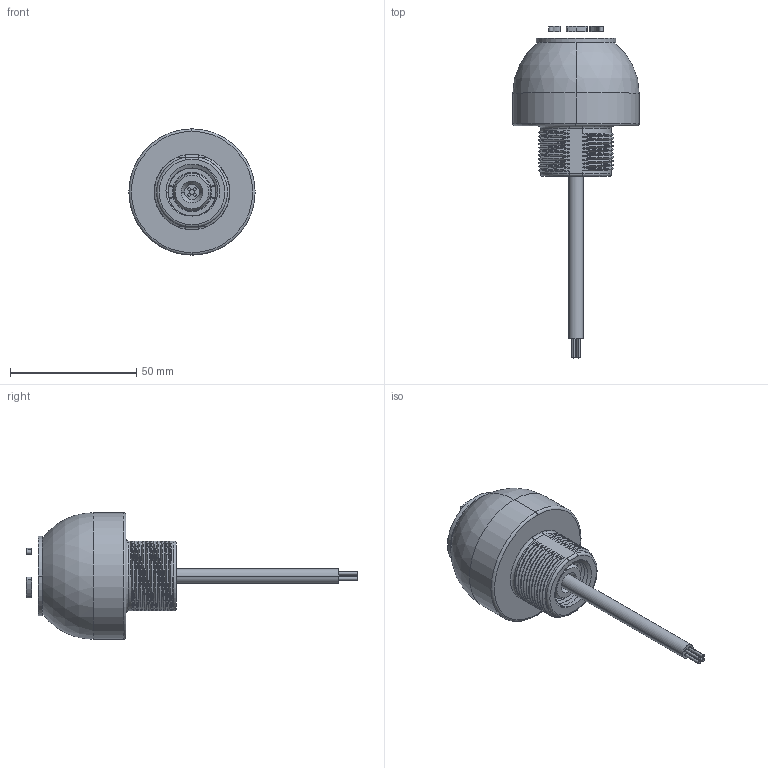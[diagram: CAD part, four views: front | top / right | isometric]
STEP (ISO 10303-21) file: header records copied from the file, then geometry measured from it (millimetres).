
FILE_DESCRIPTION((''),'2;1');
FILE_NAME('158883_SW','2011-08-18T',('banengservice'),('BANNER ENGINEERING'),'PRO/ENGINEER BY PARAMETRIC TECHNOLOGY CORPORATION, 2009141','PRO/ENGINEER BY PARAMETRIC TECHNOLOGY CORPORATION, 2009141','');
FILE_SCHEMA(('CONFIG_CONTROL_DESIGN'));
Length unit declared in the file: inch
Products named in the file (1): 158883_SW
Bounding box: 50 x 131.34 x 50 mm (x, y, z)
Volume: 27169.3 mm3; surface area: 22443.9 mm2
Topology: 5 solids, 7 shells, 390 faces, 994 edges, 623 vertices
Faces by surface type: cylinder 147, bspline 101, plane 69, torus 32, sphere 19, cone 16, extrusion 6
Entity records: 22331 total; most frequent: CARTESIAN_POINT 13427, ORIENTED_EDGE 1988, DIRECTION 1672, EDGE_CURVE 994, AXIS2_PLACEMENT_3D 687, VERTEX_POINT 623, EDGE_LOOP 415, CIRCLE 404
